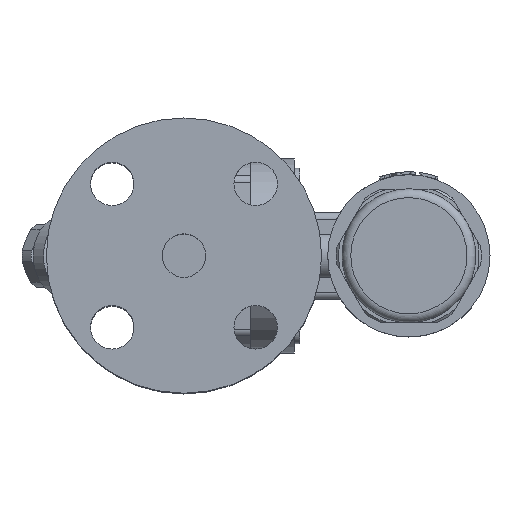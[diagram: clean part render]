
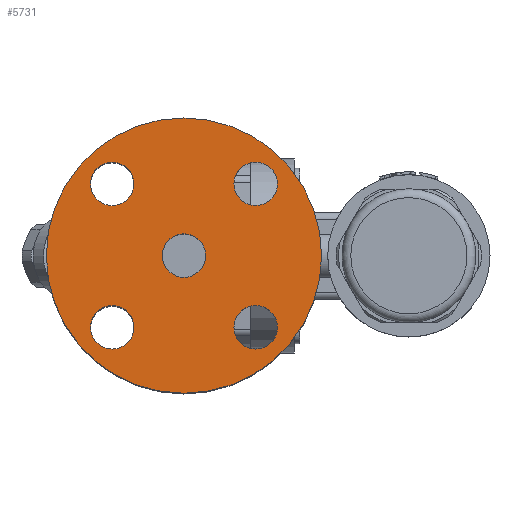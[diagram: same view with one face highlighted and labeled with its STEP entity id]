
A CAD part, top view. The second image highlights one B-rep face of the part: STEP entity #5731.
In plain terms, the highlighted planar face has unit normal (0, 0, 1).
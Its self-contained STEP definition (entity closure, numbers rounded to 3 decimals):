
#1063=FACE_BOUND('',#1632,.T.);
#1064=FACE_BOUND('',#1633,.T.);
#1065=FACE_BOUND('',#1634,.T.);
#1066=FACE_BOUND('',#1635,.T.);
#1067=FACE_BOUND('',#1636,.T.);
#1099=PLANE('',#6184);
#1257=FACE_OUTER_BOUND('',#1631,.T.);
#1631=EDGE_LOOP('',(#4024,#4025));
#1632=EDGE_LOOP('',(#4026,#4027));
#1633=EDGE_LOOP('',(#4028,#4029));
#1634=EDGE_LOOP('',(#4030,#4031));
#1635=EDGE_LOOP('',(#4032,#4033));
#1636=EDGE_LOOP('',(#4034,#4035));
#2037=CIRCLE('',#6145,47.5);
#2038=CIRCLE('',#6146,47.5);
#2039=CIRCLE('',#6148,7.5);
#2040=CIRCLE('',#6149,7.5);
#2041=CIRCLE('',#6151,7.5);
#2042=CIRCLE('',#6152,7.5);
#2043=CIRCLE('',#6154,7.5);
#2044=CIRCLE('',#6155,7.5);
#2045=CIRCLE('',#6157,7.5);
#2046=CIRCLE('',#6158,7.5);
#2064=CIRCLE('',#6185,7.5);
#2065=CIRCLE('',#6186,7.5);
#2415=VERTEX_POINT('',#8656);
#2416=VERTEX_POINT('',#8657);
#2417=VERTEX_POINT('',#8662);
#2418=VERTEX_POINT('',#8663);
#2419=VERTEX_POINT('',#8668);
#2420=VERTEX_POINT('',#8669);
#2421=VERTEX_POINT('',#8674);
#2422=VERTEX_POINT('',#8675);
#2423=VERTEX_POINT('',#8680);
#2424=VERTEX_POINT('',#8681);
#2447=VERTEX_POINT('',#8743);
#2448=VERTEX_POINT('',#8744);
#3007=EDGE_CURVE('',#2415,#2416,#2037,.T.);
#3008=EDGE_CURVE('',#2416,#2415,#2038,.T.);
#3010=EDGE_CURVE('',#2417,#2418,#2039,.T.);
#3011=EDGE_CURVE('',#2418,#2417,#2040,.T.);
#3013=EDGE_CURVE('',#2419,#2420,#2041,.T.);
#3014=EDGE_CURVE('',#2420,#2419,#2042,.T.);
#3016=EDGE_CURVE('',#2421,#2422,#2043,.T.);
#3017=EDGE_CURVE('',#2422,#2421,#2044,.T.);
#3019=EDGE_CURVE('',#2423,#2424,#2045,.T.);
#3020=EDGE_CURVE('',#2424,#2423,#2046,.T.);
#3050=EDGE_CURVE('',#2447,#2448,#2064,.T.);
#3051=EDGE_CURVE('',#2448,#2447,#2065,.T.);
#4024=ORIENTED_EDGE('',*,*,#3007,.T.);
#4025=ORIENTED_EDGE('',*,*,#3008,.T.);
#4026=ORIENTED_EDGE('',*,*,#3010,.T.);
#4027=ORIENTED_EDGE('',*,*,#3011,.T.);
#4028=ORIENTED_EDGE('',*,*,#3013,.T.);
#4029=ORIENTED_EDGE('',*,*,#3014,.T.);
#4030=ORIENTED_EDGE('',*,*,#3016,.T.);
#4031=ORIENTED_EDGE('',*,*,#3017,.T.);
#4032=ORIENTED_EDGE('',*,*,#3019,.T.);
#4033=ORIENTED_EDGE('',*,*,#3020,.T.);
#4034=ORIENTED_EDGE('',*,*,#3050,.F.);
#4035=ORIENTED_EDGE('',*,*,#3051,.F.);
#5731=ADVANCED_FACE('',(#1257,#1063,#1064,#1065,#1066,#1067),#1099,.T.);
#6145=AXIS2_PLACEMENT_3D('',#8658,#6938,#6939);
#6146=AXIS2_PLACEMENT_3D('',#8659,#6940,#6941);
#6148=AXIS2_PLACEMENT_3D('',#8664,#6945,#6946);
#6149=AXIS2_PLACEMENT_3D('',#8665,#6947,#6948);
#6151=AXIS2_PLACEMENT_3D('',#8670,#6952,#6953);
#6152=AXIS2_PLACEMENT_3D('',#8671,#6954,#6955);
#6154=AXIS2_PLACEMENT_3D('',#8676,#6959,#6960);
#6155=AXIS2_PLACEMENT_3D('',#8677,#6961,#6962);
#6157=AXIS2_PLACEMENT_3D('',#8682,#6966,#6967);
#6158=AXIS2_PLACEMENT_3D('',#8683,#6968,#6969);
#6184=AXIS2_PLACEMENT_3D('',#8742,#7031,#7032);
#6185=AXIS2_PLACEMENT_3D('',#8745,#7033,#7034);
#6186=AXIS2_PLACEMENT_3D('',#8746,#7035,#7036);
#6938=DIRECTION('center_axis',(0.,0.,1.));
#6939=DIRECTION('ref_axis',(1.,0.,0.));
#6940=DIRECTION('center_axis',(0.,0.,1.));
#6941=DIRECTION('ref_axis',(1.,0.,0.));
#6945=DIRECTION('center_axis',(0.,0.,-1.));
#6946=DIRECTION('ref_axis',(0.,-1.,0.));
#6947=DIRECTION('center_axis',(0.,0.,-1.));
#6948=DIRECTION('ref_axis',(0.,-1.,0.));
#6952=DIRECTION('center_axis',(0.,0.,-1.));
#6953=DIRECTION('ref_axis',(-1.,0.,0.));
#6954=DIRECTION('center_axis',(0.,0.,-1.));
#6955=DIRECTION('ref_axis',(-1.,0.,0.));
#6959=DIRECTION('center_axis',(0.,0.,-1.));
#6960=DIRECTION('ref_axis',(0.,1.,0.));
#6961=DIRECTION('center_axis',(0.,0.,-1.));
#6962=DIRECTION('ref_axis',(0.,1.,0.));
#6966=DIRECTION('center_axis',(0.,0.,-1.));
#6967=DIRECTION('ref_axis',(1.,0.,0.));
#6968=DIRECTION('center_axis',(0.,0.,-1.));
#6969=DIRECTION('ref_axis',(1.,0.,0.));
#7031=DIRECTION('center_axis',(0.,0.,1.));
#7032=DIRECTION('ref_axis',(1.,0.,0.));
#7033=DIRECTION('center_axis',(0.,0.,1.));
#7034=DIRECTION('ref_axis',(1.,0.,0.));
#7035=DIRECTION('center_axis',(0.,0.,1.));
#7036=DIRECTION('ref_axis',(1.,0.,0.));
#8656=CARTESIAN_POINT('',(47.5,0.,77.));
#8657=CARTESIAN_POINT('',(-47.5,0.,77.));
#8658=CARTESIAN_POINT('Origin',(0.,0.,77.));
#8659=CARTESIAN_POINT('Origin',(0.,0.,77.));
#8662=CARTESIAN_POINT('',(24.749,-32.249,77.));
#8663=CARTESIAN_POINT('',(24.749,-17.249,77.));
#8664=CARTESIAN_POINT('Origin',(24.749,-24.749,77.));
#8665=CARTESIAN_POINT('Origin',(24.749,-24.749,77.));
#8668=CARTESIAN_POINT('',(-32.249,-24.749,77.));
#8669=CARTESIAN_POINT('',(-17.249,-24.749,77.));
#8670=CARTESIAN_POINT('Origin',(-24.749,-24.749,77.));
#8671=CARTESIAN_POINT('Origin',(-24.749,-24.749,77.));
#8674=CARTESIAN_POINT('',(-24.749,32.249,77.));
#8675=CARTESIAN_POINT('',(-24.749,17.249,77.));
#8676=CARTESIAN_POINT('Origin',(-24.749,24.749,77.));
#8677=CARTESIAN_POINT('Origin',(-24.749,24.749,77.));
#8680=CARTESIAN_POINT('',(32.249,24.749,77.));
#8681=CARTESIAN_POINT('',(17.249,24.749,77.));
#8682=CARTESIAN_POINT('Origin',(24.749,24.749,77.));
#8683=CARTESIAN_POINT('Origin',(24.749,24.749,77.));
#8742=CARTESIAN_POINT('Origin',(27.5,0.,77.));
#8743=CARTESIAN_POINT('',(7.5,0.,77.));
#8744=CARTESIAN_POINT('',(-7.5,0.,77.));
#8745=CARTESIAN_POINT('Origin',(0.,0.,77.));
#8746=CARTESIAN_POINT('Origin',(0.,0.,77.));
